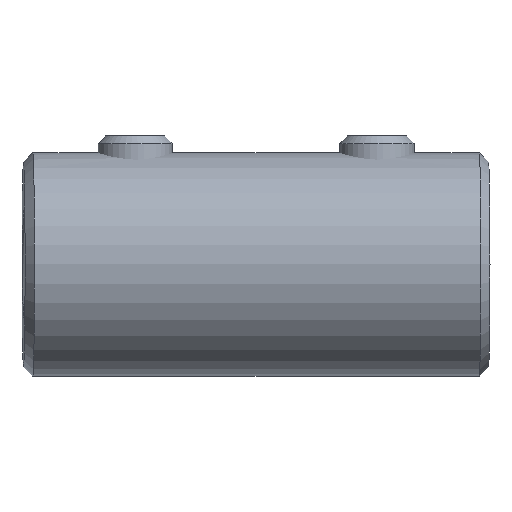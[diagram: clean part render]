
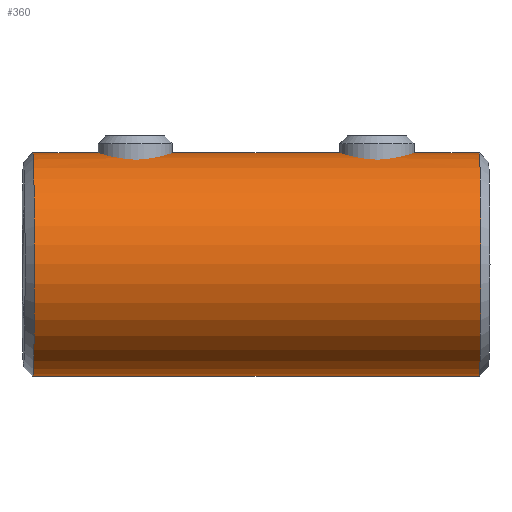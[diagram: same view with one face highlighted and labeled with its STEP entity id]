
A CAD part, left-side view. The second image highlights one B-rep face of the part: STEP entity #360.
In plain terms, the highlighted cylindrical face has radius 6 mm (diameter 12 mm), a full revolution.
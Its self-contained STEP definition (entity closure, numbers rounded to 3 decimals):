
#80=B_SPLINE_CURVE_WITH_KNOTS('',3,(#677,#678,#679,#680,#681,#682,#683,
#684,#685,#686,#687,#688,#689,#690,#691,#692,#693,#694,#695),
 .UNSPECIFIED.,.T.,.F.,(4,1,1,1,1,1,1,1,1,1,1,1,1,1,1,1,4),(-1.719,
-1.649,-1.579,-1.508,-1.438,
-1.368,-1.298,-1.263,-1.158,
-1.14,-1.123,-1.088,-1.017,
-0.947,-0.877,-0.807,-0.737),
 .UNSPECIFIED.);
#81=B_SPLINE_CURVE_WITH_KNOTS('',3,(#700,#701,#702,#703,#704,#705,#706,
#707,#708,#709,#710,#711,#712,#713,#714,#715,#716,#717,#718,#719,#720,#721,
#722,#723,#724,#725),.UNSPECIFIED.,.T.,.F.,(4,1,1,1,1,2,1,1,1,1,1,1,1,1,
1,1,2,1,1,1,1,4),(-1.228,-1.166,-1.13,
-1.08,-1.056,-0.982,-0.933,
-0.884,-0.835,-0.786,-0.737,
-0.712,-0.688,-0.638,-0.589,
-0.54,-0.491,-0.467,-0.393,
-0.344,-0.307,-0.246),.UNSPECIFIED.);
#85=CYLINDRICAL_SURFACE('',#393,6.);
#95=FACE_BOUND('',#147,.T.);
#96=FACE_BOUND('',#148,.T.);
#97=FACE_BOUND('',#149,.T.);
#115=FACE_OUTER_BOUND('',#146,.T.);
#146=EDGE_LOOP('',(#281));
#147=EDGE_LOOP('',(#282));
#148=EDGE_LOOP('',(#283));
#149=EDGE_LOOP('',(#284));
#187=CIRCLE('',#394,6.);
#188=CIRCLE('',#395,6.);
#202=VERTEX_POINT('',#655);
#204=VERTEX_POINT('',#697);
#205=VERTEX_POINT('',#699);
#206=VERTEX_POINT('',#726);
#236=EDGE_CURVE('',#202,#202,#80,.T.);
#237=EDGE_CURVE('',#204,#204,#187,.T.);
#238=EDGE_CURVE('',#205,#205,#81,.T.);
#239=EDGE_CURVE('',#206,#206,#188,.T.);
#281=ORIENTED_EDGE('',*,*,#237,.F.);
#282=ORIENTED_EDGE('',*,*,#238,.F.);
#283=ORIENTED_EDGE('',*,*,#239,.F.);
#284=ORIENTED_EDGE('',*,*,#236,.F.);
#360=ADVANCED_FACE('',(#115,#95,#96,#97),#85,.T.);
#393=AXIS2_PLACEMENT_3D('',#696,#448,#449);
#394=AXIS2_PLACEMENT_3D('',#698,#450,#451);
#395=AXIS2_PLACEMENT_3D('',#727,#452,#453);
#448=DIRECTION('center_axis',(0.,-1.,0.));
#449=DIRECTION('ref_axis',(1.,0.,0.));
#450=DIRECTION('center_axis',(0.,-1.,0.));
#451=DIRECTION('ref_axis',(1.,0.,0.));
#452=DIRECTION('center_axis',(0.,1.,0.));
#453=DIRECTION('ref_axis',(1.,0.,0.));
#655=CARTESIAN_POINT('',(0.,-7.821,6.));
#677=CARTESIAN_POINT('Ctrl Pts',(0.,-7.822,
5.999));
#678=CARTESIAN_POINT('Ctrl Pts',(0.262,-7.822,5.999));
#679=CARTESIAN_POINT('Ctrl Pts',(0.831,-7.685,5.958));
#680=CARTESIAN_POINT('Ctrl Pts',(1.459,-7.186,5.826));
#681=CARTESIAN_POINT('Ctrl Pts',(1.829,-6.412,5.714));
#682=CARTESIAN_POINT('Ctrl Pts',(1.826,-5.585,5.714));
#683=CARTESIAN_POINT('Ctrl Pts',(1.456,-4.812,5.827));
#684=CARTESIAN_POINT('Ctrl Pts',(0.934,-4.4,5.935));
#685=CARTESIAN_POINT('Ctrl Pts',(0.136,-4.115,6.018));
#686=CARTESIAN_POINT('Ctrl Pts',(-0.484,-4.192,5.994));
#687=CARTESIAN_POINT('Ctrl Pts',(-0.973,-4.459,5.92));
#688=CARTESIAN_POINT('Ctrl Pts',(-1.191,-4.619,5.881));
#689=CARTESIAN_POINT('Ctrl Pts',(-1.516,-4.937,5.809));
#690=CARTESIAN_POINT('Ctrl Pts',(-1.83,-5.59,5.713));
#691=CARTESIAN_POINT('Ctrl Pts',(-1.828,-6.41,5.715));
#692=CARTESIAN_POINT('Ctrl Pts',(-1.459,-7.188,5.826));
#693=CARTESIAN_POINT('Ctrl Pts',(-0.831,-7.685,5.958));
#694=CARTESIAN_POINT('Ctrl Pts',(-0.262,-7.822,5.999));
#695=CARTESIAN_POINT('Ctrl Pts',(0.,-7.822,
5.999));
#696=CARTESIAN_POINT('Origin',(0.,0.,0.));
#697=CARTESIAN_POINT('',(-6.,-24.5,0.));
#698=CARTESIAN_POINT('Origin',(0.,-24.5,0.));
#699=CARTESIAN_POINT('',(0.,-17.179,6.));
#700=CARTESIAN_POINT('Ctrl Pts',(-0.001,-17.179,
6.));
#701=CARTESIAN_POINT('Ctrl Pts',(-0.231,-17.179,6.));
#702=CARTESIAN_POINT('Ctrl Pts',(-0.62,-17.253,5.977));
#703=CARTESIAN_POINT('Ctrl Pts',(-1.129,-17.545,5.898));
#704=CARTESIAN_POINT('Ctrl Pts',(-1.416,-17.835,5.832));
#705=CARTESIAN_POINT('Ctrl Pts',(-1.721,-18.328,5.75));
#706=CARTESIAN_POINT('Ctrl Pts',(-1.813,-18.722,5.719));
#707=CARTESIAN_POINT('Ctrl Pts',(-1.812,-19.184,5.719));
#708=CARTESIAN_POINT('Ctrl Pts',(-1.756,-19.573,5.738));
#709=CARTESIAN_POINT('Ctrl Pts',(-1.482,-20.1,5.817));
#710=CARTESIAN_POINT('Ctrl Pts',(-1.097,-20.489,5.905));
#711=CARTESIAN_POINT('Ctrl Pts',(-0.569,-20.765,5.982));
#712=CARTESIAN_POINT('Ctrl Pts',(-0.092,-20.836,
6.004));
#713=CARTESIAN_POINT('Ctrl Pts',(0.279,-20.807,5.996));
#714=CARTESIAN_POINT('Ctrl Pts',(0.659,-20.719,5.969));
#715=CARTESIAN_POINT('Ctrl Pts',(1.096,-20.488,5.905));
#716=CARTESIAN_POINT('Ctrl Pts',(1.483,-20.1,5.817));
#717=CARTESIAN_POINT('Ctrl Pts',(1.756,-19.573,5.738));
#718=CARTESIAN_POINT('Ctrl Pts',(1.813,-19.184,5.72));
#719=CARTESIAN_POINT('Ctrl Pts',(1.812,-18.908,5.72));
#720=CARTESIAN_POINT('Ctrl Pts',(1.788,-18.528,5.727));
#721=CARTESIAN_POINT('Ctrl Pts',(1.549,-17.963,5.802));
#722=CARTESIAN_POINT('Ctrl Pts',(1.127,-17.544,5.898));
#723=CARTESIAN_POINT('Ctrl Pts',(0.621,-17.253,5.976));
#724=CARTESIAN_POINT('Ctrl Pts',(0.23,-17.179,6.));
#725=CARTESIAN_POINT('Ctrl Pts',(-0.001,-17.179,
6.));
#726=CARTESIAN_POINT('',(-6.,-0.5,0.));
#727=CARTESIAN_POINT('Origin',(0.,-0.5,0.));
